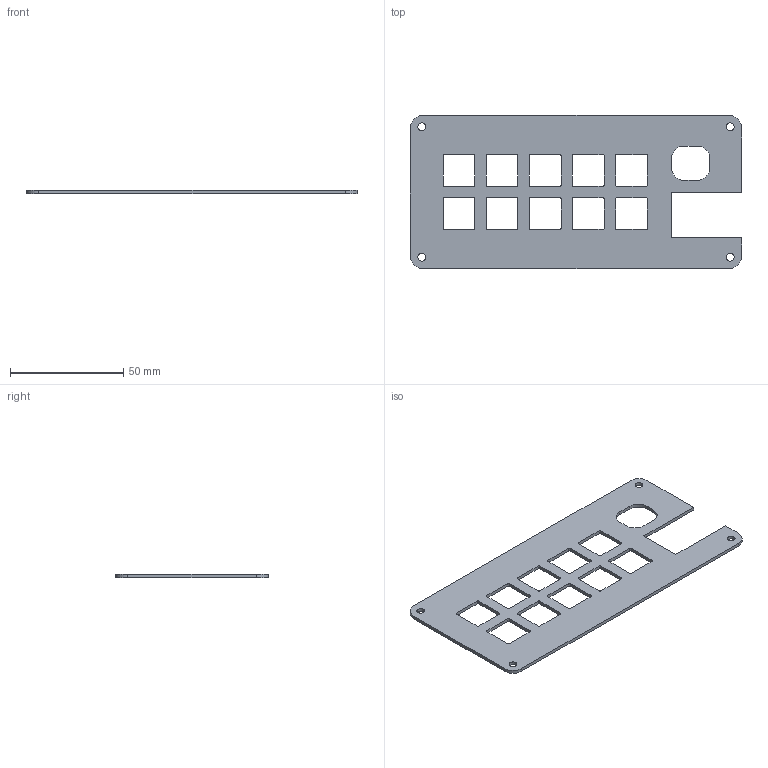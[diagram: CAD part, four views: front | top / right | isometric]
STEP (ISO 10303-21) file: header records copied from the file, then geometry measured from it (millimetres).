
FILE_DESCRIPTION(/* description */ ('STEP AP242','CAx-IF Rec.Pracs.---Representation and Presentation of Product Manufacturing Information (PMI)---4.0---2014-10-13','CAx-IF Rec.Pracs.---3D Tessellated Geometry---0.4---2014-09-14','2;1'),/* implementation_level */ '2;1');
FILE_NAME(/* name */ '684f040eac0eff6466042586',/* time_stamp */ '2025-06-15T17:34:06Z',/* author */ (''),/* organization */ (''),/* preprocessor_version */ 'ST-DEVELOPER v20',/* originating_system */ 'ONSHAPE BY PTC INC, 1.199',/* authorisation */ ' ');
FILE_SCHEMA (('AP242_MANAGED_MODEL_BASED_3D_ENGINEERING_MIM_LF { 1 0 10303 442 1 1 4 }'));
Length unit declared in the file: metre
Products named in the file (1): Part 1
Bounding box: 146.21 x 67.62 x 1.5 mm (x, y, z)
Volume: 10527 mm3; surface area: 15729.4 mm2
Topology: 1 solids, 1 shells, 106 faces, 312 edges, 208 vertices
Faces by surface type: plane 54, cylinder 52
Full cylindrical faces by diameter (mm): 3.4 x4
Entity records: 4365 total; most frequent: DIRECTION 626, CARTESIAN_POINT 623, ORIENTED_EDGE 616, EDGE_CURVE 308, AXIS2_PLACEMENT_3D 211, VERTEX_POINT 208, LINE 204, VECTOR 204
